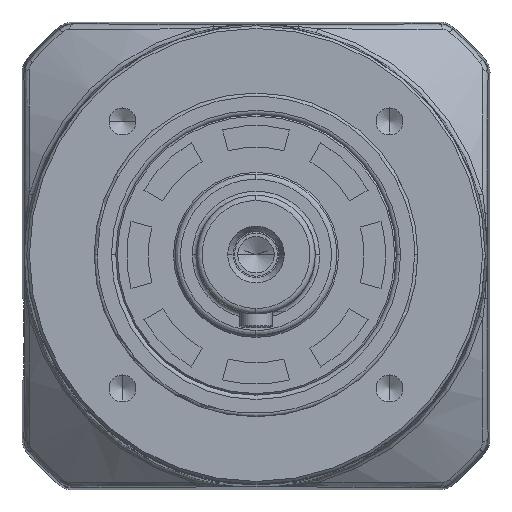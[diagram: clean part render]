
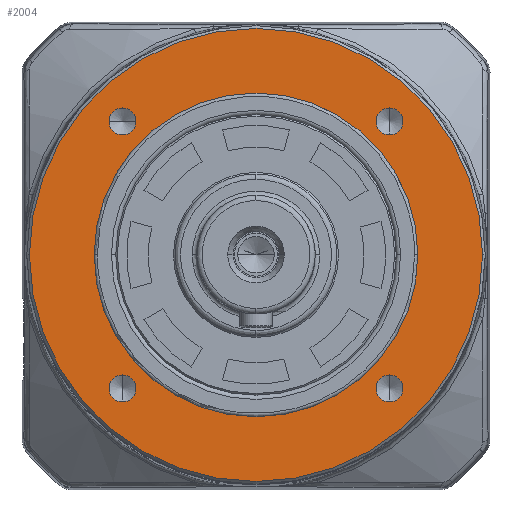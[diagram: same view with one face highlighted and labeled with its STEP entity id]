
A CAD part, top view. The second image highlights one B-rep face of the part: STEP entity #2004.
In plain terms, the highlighted planar face has unit normal (0, 0, 1).
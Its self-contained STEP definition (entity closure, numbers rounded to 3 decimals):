
#874 = ORIENTED_EDGE ( 'NONE', *, *, #42116, .F. ) ;
#988 = ORIENTED_EDGE ( 'NONE', *, *, #24139, .T. ) ;
#1393 = CARTESIAN_POINT ( 'NONE',  ( 24.749, -24.749, 41.5 ) ) ;
#2004 = ADVANCED_FACE ( 'NONE', ( #24204, #47707, #20201, #49038, #48873, #48715 ), #26856, .T. ) ;
#2326 = EDGE_CURVE ( 'NONE', #16821, #18577, #45687, .T. ) ;
#3465 = EDGE_LOOP ( 'NONE', ( #11443, #14952 ) ) ;
#4159 = ORIENTED_EDGE ( 'NONE', *, *, #9950, .T. ) ;
#4162 = CARTESIAN_POINT ( 'NONE',  ( -42., 0., 41.5 ) ) ;
#4840 = EDGE_LOOP ( 'NONE', ( #4159, #12333 ) ) ;
#4887 = CIRCLE ( 'NONE', #26937, 2.5 ) ;
#4984 = CIRCLE ( 'NONE', #43556, 42. ) ;
#5203 = VERTEX_POINT ( 'NONE', #35108 ) ;
#5226 = DIRECTION ( 'NONE',  ( 1., 0., 0. ) ) ;
#5781 = CIRCLE ( 'NONE', #31793, 2.5 ) ;
#6248 = VERTEX_POINT ( 'NONE', #45149 ) ;
#7104 = AXIS2_PLACEMENT_3D ( 'NONE', #33480, #33411, #33351 ) ;
#8806 = CARTESIAN_POINT ( 'NONE',  ( 42., 0., 41.5 ) ) ;
#9950 = EDGE_CURVE ( 'NONE', #37052, #26452, #34729, .T. ) ;
#11217 = EDGE_LOOP ( 'NONE', ( #988, #19450 ) ) ;
#11443 = ORIENTED_EDGE ( 'NONE', *, *, #43387, .T. ) ;
#12333 = ORIENTED_EDGE ( 'NONE', *, *, #18384, .T. ) ;
#13110 = DIRECTION ( 'NONE',  ( 0., 0., -1. ) ) ;
#14366 = DIRECTION ( 'NONE',  ( 0., 0., -1. ) ) ;
#14508 = ORIENTED_EDGE ( 'NONE', *, *, #38059, .T. ) ;
#14952 = ORIENTED_EDGE ( 'NONE', *, *, #19304, .T. ) ;
#15300 = AXIS2_PLACEMENT_3D ( 'NONE', #1393, #28070, #5226 ) ;
#15584 = CARTESIAN_POINT ( 'NONE',  ( -24.749, 24.749, 41.5 ) ) ;
#15632 = CARTESIAN_POINT ( 'NONE',  ( -27.249, -24.749, 41.5 ) ) ;
#16508 = AXIS2_PLACEMENT_3D ( 'NONE', #44251, #44216, #44154 ) ;
#16821 = VERTEX_POINT ( 'NONE', #38818 ) ;
#18384 = EDGE_CURVE ( 'NONE', #26452, #37052, #5781, .T. ) ;
#18577 = VERTEX_POINT ( 'NONE', #38695 ) ;
#19304 = EDGE_CURVE ( 'NONE', #46171, #41345, #19374, .T. ) ;
#19374 = CIRCLE ( 'NONE', #16508, 2.5 ) ;
#19408 = DIRECTION ( 'NONE',  ( 1., 0., 0. ) ) ;
#19450 = ORIENTED_EDGE ( 'NONE', *, *, #47875, .T. ) ;
#19494 = DIRECTION ( 'NONE',  ( 0., 0., -1. ) ) ;
#20201 = FACE_BOUND ( 'NONE', #42012, .T. ) ;
#20366 = DIRECTION ( 'NONE',  ( 1., 0., 0. ) ) ;
#20402 = DIRECTION ( 'NONE',  ( 0., 0., -1. ) ) ;
#20462 = CARTESIAN_POINT ( 'NONE',  ( 0., 0., 41.5 ) ) ;
#20679 = VERTEX_POINT ( 'NONE', #4162 ) ;
#21387 = VERTEX_POINT ( 'NONE', #36498 ) ;
#21932 = DIRECTION ( 'NONE',  ( 1., 0., 0. ) ) ;
#21988 = DIRECTION ( 'NONE',  ( 0., 0., -1. ) ) ;
#22112 = CARTESIAN_POINT ( 'NONE',  ( 24.749, 24.749, 41.5 ) ) ;
#22277 = AXIS2_PLACEMENT_3D ( 'NONE', #15584, #42361, #19408 ) ;
#22655 = CARTESIAN_POINT ( 'NONE',  ( -24.749, -24.749, 41.5 ) ) ;
#24139 = EDGE_CURVE ( 'NONE', #46995, #21387, #31412, .T. ) ;
#24204 = FACE_BOUND ( 'NONE', #11217, .T. ) ;
#26132 = VERTEX_POINT ( 'NONE', #8806 ) ;
#26452 = VERTEX_POINT ( 'NONE', #46865 ) ;
#26469 = DIRECTION ( 'NONE',  ( 1., 0., 0. ) ) ;
#26751 = DIRECTION ( 'NONE',  ( 1., 0., 0. ) ) ;
#26753 = ORIENTED_EDGE ( 'NONE', *, *, #37972, .F. ) ;
#26791 = DIRECTION ( 'NONE',  ( 0., 0., 1. ) ) ;
#26856 = PLANE ( 'NONE',  #38322 ) ;
#26937 = AXIS2_PLACEMENT_3D ( 'NONE', #22655, #49013, #26469 ) ;
#27187 = CARTESIAN_POINT ( 'NONE',  ( 0., 0., 41.5 ) ) ;
#27559 = DIRECTION ( 'NONE',  ( 1., 0., 0. ) ) ;
#27609 = DIRECTION ( 'NONE',  ( 0., 0., -1. ) ) ;
#27667 = CARTESIAN_POINT ( 'NONE',  ( 0., 0., 41.5 ) ) ;
#28043 = AXIS2_PLACEMENT_3D ( 'NONE', #42457, #19494, #46145 ) ;
#28070 = DIRECTION ( 'NONE',  ( 0., 0., -1. ) ) ;
#29159 = EDGE_LOOP ( 'NONE', ( #37387, #39852 ) ) ;
#30623 = AXIS2_PLACEMENT_3D ( 'NONE', #37308, #14366, #41109 ) ;
#30761 = CIRCLE ( 'NONE', #30623, 42. ) ;
#31412 = CIRCLE ( 'NONE', #7104, 2.5 ) ;
#31793 = AXIS2_PLACEMENT_3D ( 'NONE', #47460, #47420, #47362 ) ;
#32519 = CARTESIAN_POINT ( 'NONE',  ( -22.249, 24.749, 41.5 ) ) ;
#33134 = EDGE_CURVE ( 'NONE', #18577, #16821, #40585, .T. ) ;
#33351 = DIRECTION ( 'NONE',  ( 1., 0., 0. ) ) ;
#33411 = DIRECTION ( 'NONE',  ( 0., 0., -1. ) ) ;
#33480 = CARTESIAN_POINT ( 'NONE',  ( -24.749, 24.749, 41.5 ) ) ;
#33549 = AXIS2_PLACEMENT_3D ( 'NONE', #22112, #21988, #21932 ) ;
#34729 = CIRCLE ( 'NONE', #33549, 2.5 ) ;
#35108 = CARTESIAN_POINT ( 'NONE',  ( 22.249, -24.749, 41.5 ) ) ;
#36012 = CARTESIAN_POINT ( 'NONE',  ( 0., 0., 41.5 ) ) ;
#36498 = CARTESIAN_POINT ( 'NONE',  ( -27.249, 24.749, 41.5 ) ) ;
#36607 = CARTESIAN_POINT ( 'NONE',  ( -22.249, -24.749, 41.5 ) ) ;
#37052 = VERTEX_POINT ( 'NONE', #46909 ) ;
#37308 = CARTESIAN_POINT ( 'NONE',  ( 0., 0., 41.5 ) ) ;
#37384 = ORIENTED_EDGE ( 'NONE', *, *, #38890, .T. ) ;
#37387 = ORIENTED_EDGE ( 'NONE', *, *, #33134, .T. ) ;
#37972 = EDGE_CURVE ( 'NONE', #20679, #26132, #30761, .T. ) ;
#38059 = EDGE_CURVE ( 'NONE', #5203, #6248, #38746, .T. ) ;
#38322 = AXIS2_PLACEMENT_3D ( 'NONE', #27187, #26791, #26751 ) ;
#38695 = CARTESIAN_POINT ( 'NONE',  ( 30., 0., 41.5 ) ) ;
#38746 = CIRCLE ( 'NONE', #28043, 2.5 ) ;
#38818 = CARTESIAN_POINT ( 'NONE',  ( -30., 0., 41.5 ) ) ;
#38890 = EDGE_CURVE ( 'NONE', #6248, #5203, #39906, .T. ) ;
#39367 = CIRCLE ( 'NONE', #22277, 2.5 ) ;
#39850 = DIRECTION ( 'NONE',  ( -1., 0., 0. ) ) ;
#39852 = ORIENTED_EDGE ( 'NONE', *, *, #2326, .T. ) ;
#39906 = CIRCLE ( 'NONE', #15300, 2.5 ) ;
#39974 = AXIS2_PLACEMENT_3D ( 'NONE', #27667, #27609, #27559 ) ;
#40585 = CIRCLE ( 'NONE', #39974, 30. ) ;
#41109 = DIRECTION ( 'NONE',  ( -1., 0., 0. ) ) ;
#41345 = VERTEX_POINT ( 'NONE', #36607 ) ;
#42012 = EDGE_LOOP ( 'NONE', ( #37384, #14508 ) ) ;
#42116 = EDGE_CURVE ( 'NONE', #26132, #20679, #4984, .T. ) ;
#42361 = DIRECTION ( 'NONE',  ( 0., 0., -1. ) ) ;
#42397 = AXIS2_PLACEMENT_3D ( 'NONE', #20462, #20402, #20366 ) ;
#42457 = CARTESIAN_POINT ( 'NONE',  ( 24.749, -24.749, 41.5 ) ) ;
#43387 = EDGE_CURVE ( 'NONE', #41345, #46171, #4887, .T. ) ;
#43556 = AXIS2_PLACEMENT_3D ( 'NONE', #36012, #13110, #39850 ) ;
#44154 = DIRECTION ( 'NONE',  ( 1., 0., 0. ) ) ;
#44216 = DIRECTION ( 'NONE',  ( 0., 0., -1. ) ) ;
#44251 = CARTESIAN_POINT ( 'NONE',  ( -24.749, -24.749, 41.5 ) ) ;
#44500 = EDGE_LOOP ( 'NONE', ( #26753, #874 ) ) ;
#45149 = CARTESIAN_POINT ( 'NONE',  ( 27.249, -24.749, 41.5 ) ) ;
#45687 = CIRCLE ( 'NONE', #42397, 30. ) ;
#46145 = DIRECTION ( 'NONE',  ( 1., 0., 0. ) ) ;
#46171 = VERTEX_POINT ( 'NONE', #15632 ) ;
#46865 = CARTESIAN_POINT ( 'NONE',  ( 22.249, 24.749, 41.5 ) ) ;
#46909 = CARTESIAN_POINT ( 'NONE',  ( 27.249, 24.749, 41.5 ) ) ;
#46995 = VERTEX_POINT ( 'NONE', #32519 ) ;
#47362 = DIRECTION ( 'NONE',  ( 1., 0., 0. ) ) ;
#47420 = DIRECTION ( 'NONE',  ( 0., 0., -1. ) ) ;
#47460 = CARTESIAN_POINT ( 'NONE',  ( 24.749, 24.749, 41.5 ) ) ;
#47707 = FACE_BOUND ( 'NONE', #3465, .T. ) ;
#47875 = EDGE_CURVE ( 'NONE', #21387, #46995, #39367, .T. ) ;
#48715 = FACE_BOUND ( 'NONE', #29159, .T. ) ;
#48873 = FACE_OUTER_BOUND ( 'NONE', #44500, .T. ) ;
#49013 = DIRECTION ( 'NONE',  ( 0., 0., -1. ) ) ;
#49038 = FACE_BOUND ( 'NONE', #4840, .T. ) ;
